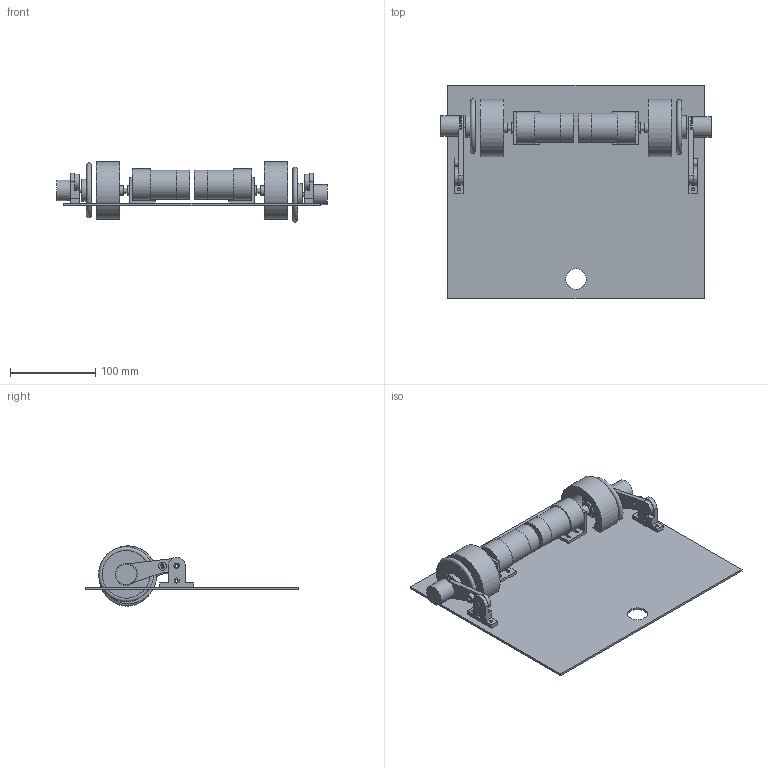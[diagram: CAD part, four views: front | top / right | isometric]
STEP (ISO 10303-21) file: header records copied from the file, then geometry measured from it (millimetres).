
FILE_DESCRIPTION(/* description */ (''),/* implementation_level */ '2;1');
FILE_NAME(/* name */ 'Base v1_v2.step',/* time_stamp */ '2023-05-19T17:30:01+02:00',/* author */ (''),/* organization */ (''),/* preprocessor_version */ 'ST-DEVELOPER v19.2',/* originating_system */ 'Autodesk Translation Framework v12.4.0.73',/* authorisation */ '');
FILE_SCHEMA (('AUTOMOTIVE_DESIGN { 1 0 10303 214 3 1 1 }'));
Length unit declared in the file: millimetre
Products named in the file (31): Base v1; Base; Support moteur; L motor assembly; Motor; Component1; Component1 (1); wheel mockup v3; hub; Wheel; R motor assembly; Motor (1); Component1 (2); Component1 (1) (1); wheel mockup v3 (1); hub (1); Wheel (1); R Encoder holder; Stator; Rotor; Encoder; encoder wheel v2; hub (2); wheel_1; L Encoder holder; Stator(Symétrie miroir); Rotor(Symétrie miroir); Encoder(Symétrie miroir); encoder wheel v2(Symétrie miroir); hub (2)(Symétrie miroir); wheel(Symétrie miroir)
Assembly tree (30 placements, depth 4):
  Base v1
    Base
      Support moteur
    L motor assembly
      Motor
      Component1
      Component1 (1)
      wheel mockup v3
        hub
        Wheel
    R motor assembly
      Motor (1)
      Component1 (2)
      Component1 (1) (1)
      wheel mockup v3 (1)
        hub (1)
        Wheel (1)
    R Encoder holder
      Stator
      Rotor
      Encoder
      encoder wheel v2
        hub (2)
        wheel_1
    L Encoder holder
      Stator(Symétrie miroir)
      Rotor(Symétrie miroir)
      Encoder(Symétrie miroir)
      encoder wheel v2(Symétrie miroir)
        hub (2)(Symétrie miroir)
        wheel(Symétrie miroir)
Bounding box: 316.58 x 250 x 70.6 mm (x, y, z)
Volume: 538266.1 mm3; surface area: 278277.7 mm2
Topology: 21 solids, 21 shells, 461 faces, 1195 edges, 778 vertices
Faces by surface type: plane 282, cylinder 121, cone 54, torus 4
Full cylindrical faces by diameter (mm): 3 x18, 3.4 x18, 3.5 x8, 4 x6, 4.5 x2, 6 x4, 9.4 x2, 11.5 x2, 12 x6, 13 x2, 16 x2, 22 x2, 23.85 x1, 24 x4, 26 x2, 33.98 x2, 34 x2, 37 x2, 44.5 x2, 51.5 x4, 56 x4, 67.5 x2
Entity records: 15272 total; most frequent: CARTESIAN_POINT 2687, DIRECTION 2569, ORIENTED_EDGE 2390, EDGE_CURVE 1195, AXIS2_PLACEMENT_3D 948, VERTEX_POINT 778, LINE 673, VECTOR 673
